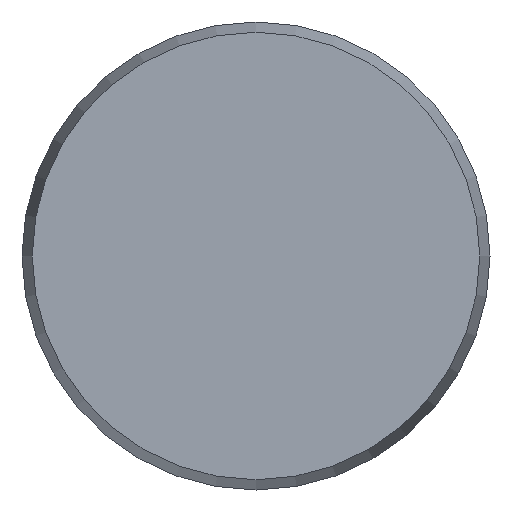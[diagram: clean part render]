
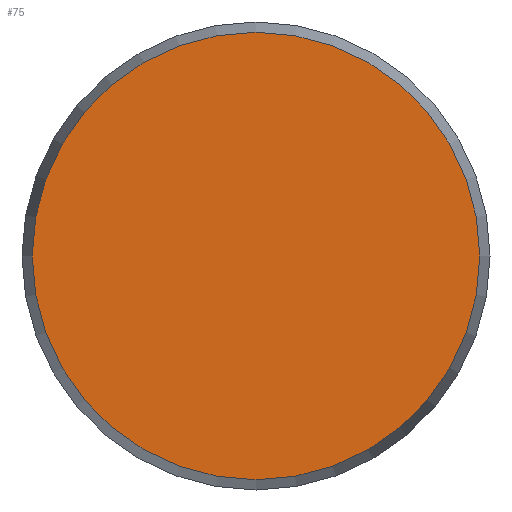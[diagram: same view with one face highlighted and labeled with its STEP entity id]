
A CAD part, front view. The second image highlights one B-rep face of the part: STEP entity #75.
In plain terms, the highlighted planar face has unit normal (0, -1, 0).
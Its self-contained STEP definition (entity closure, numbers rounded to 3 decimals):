
#75 = ADVANCED_FACE( '', ( #185 ), #186, .F. );
#185 = FACE_OUTER_BOUND( '', #340, .T. );
#186 = PLANE( '', #341 );
#340 = EDGE_LOOP( '', ( #539 ) );
#341 = AXIS2_PLACEMENT_3D( '', #540, #541, #542 );
#539 = ORIENTED_EDGE( '', *, *, #875, .T. );
#540 = CARTESIAN_POINT( '', ( 38.25, 0., 0. ) );
#541 = DIRECTION( '', ( 0., 1., 0. ) );
#542 = DIRECTION( '', ( 0., 0., 1. ) );
#875 = EDGE_CURVE( '', #1017, #1017, #1018, .T. );
#1017 = VERTEX_POINT( '', #1222 );
#1018 = CIRCLE( '', #1223, 38.25 );
#1222 = CARTESIAN_POINT( '', ( 0., 0., -38.25 ) );
#1223 = AXIS2_PLACEMENT_3D( '', #1540, #1541, #1542 );
#1540 = CARTESIAN_POINT( '', ( 0., 0., 0. ) );
#1541 = DIRECTION( '', ( 0., -1., 0. ) );
#1542 = DIRECTION( '', ( 0., 0., -1. ) );
